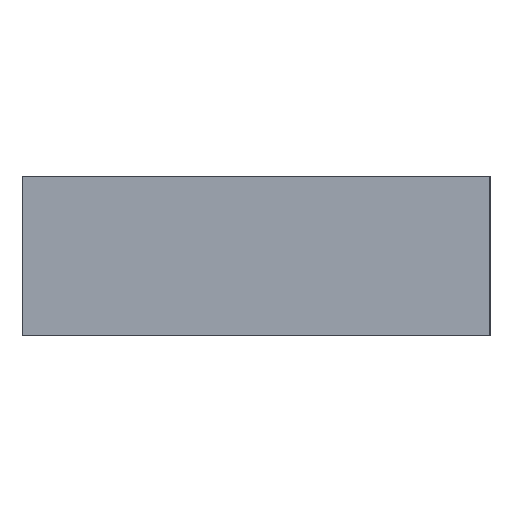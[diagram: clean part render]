
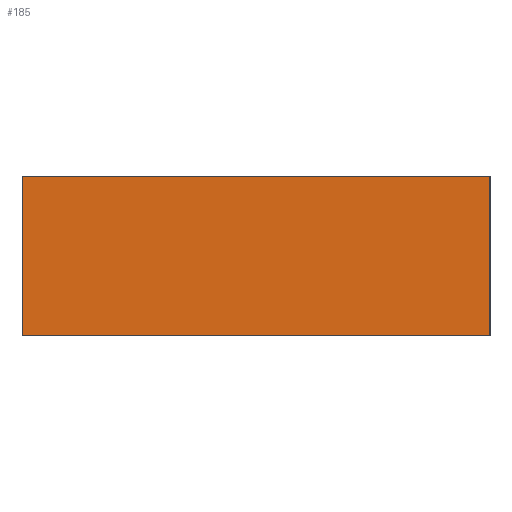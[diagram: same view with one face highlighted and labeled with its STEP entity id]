
A CAD part, left-side view. The second image highlights one B-rep face of the part: STEP entity #185.
In plain terms, the highlighted planar face has unit normal (-1, 0, 0).
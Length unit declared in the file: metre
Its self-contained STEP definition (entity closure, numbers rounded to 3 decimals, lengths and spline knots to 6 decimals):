
#46=ORIENTED_EDGE('',*,*,#88,.F.);
#47=ORIENTED_EDGE('',*,*,#69,.F.);
#48=ORIENTED_EDGE('',*,*,#89,.T.);
#49=ORIENTED_EDGE('',*,*,#74,.T.);
#69=EDGE_CURVE('',#93,#91,#109,.T.);
#74=EDGE_CURVE('',#97,#96,#114,.T.);
#88=EDGE_CURVE('',#91,#96,#124,.T.);
#89=EDGE_CURVE('',#93,#97,#125,.T.);
#91=VERTEX_POINT('',#269);
#93=VERTEX_POINT('',#273);
#96=VERTEX_POINT('',#283);
#97=VERTEX_POINT('',#285);
#109=LINE('',#274,#129);
#114=LINE('',#284,#134);
#124=LINE('',#312,#144);
#125=LINE('',#313,#145);
#129=VECTOR('',#222,1.);
#134=VECTOR('',#231,1.);
#144=VECTOR('',#259,1.);
#145=VECTOR('',#260,1.);
#153=EDGE_LOOP('',(#46,#47,#48,#49));
#165=FACE_BOUND('',#153,.T.);
#175=PLANE('',#212);
#185=ADVANCED_FACE('',(#165),#175,.T.);
#212=AXIS2_PLACEMENT_3D('',#311,#257,#258);
#222=DIRECTION('',(0.,0.,-1.));
#231=DIRECTION('',(0.,0.,-1.));
#257=DIRECTION('',(-1.,0.,0.));
#258=DIRECTION('',(0.,0.,1.));
#259=DIRECTION('',(0.,1.,0.));
#260=DIRECTION('',(0.,1.,0.));
#269=CARTESIAN_POINT('',(-0.022,-0.01,0.));
#273=CARTESIAN_POINT('',(-0.022,-0.01,0.0068));
#274=CARTESIAN_POINT('',(-0.022,-0.01,0.0068));
#283=CARTESIAN_POINT('',(-0.022,0.01,0.));
#284=CARTESIAN_POINT('',(-0.022,0.01,0.0068));
#285=CARTESIAN_POINT('',(-0.022,0.01,0.0068));
#311=CARTESIAN_POINT('',(-0.022,0.,0.0068));
#312=CARTESIAN_POINT('',(-0.022,0.,0.));
#313=CARTESIAN_POINT('',(-0.022,0.,0.0068));
